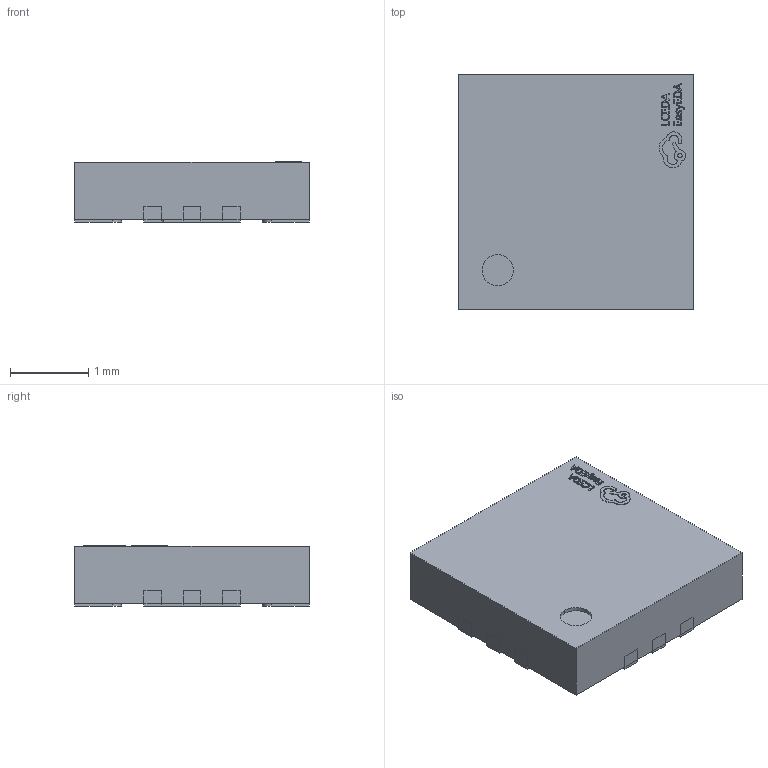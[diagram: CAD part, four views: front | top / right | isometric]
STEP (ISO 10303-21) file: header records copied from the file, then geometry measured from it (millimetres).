
FILE_DESCRIPTION(('FreeCAD Model'),'2;1');
FILE_NAME('Open CASCADE Shape Model','2023-11-06T14:21:40',('Author'),( ''),'Open CASCADE STEP processor 7.6','FreeCAD','Unknown');
FILE_SCHEMA(('AUTOMOTIVE_DESIGN { 1 0 10303 214 1 1 1 1 }'));
Length unit declared in the file: millimetre
Products named in the file (28): LFCSP-12_L3.0-W3.0-P0.50-BL-EP1.3; COMPOUND027; COMPOUND001; COMPOUND002; COMPOUND003; COMPOUND004; COMPOUND005; COMPOUND006; COMPOUND007; COMPOUND008; COMPOUND009; COMPOUND010; COMPOUND011; COMPOUND012; COMPOUND013; COMPOUND014; COMPOUND015; COMPOUND016; COMPOUND017; COMPOUND018; COMPOUND019; COMPOUND020; COMPOUND021; COMPOUND022; COMPOUND023; COMPOUND024; COMPOUND025; COMPOUND026
Assembly tree (27 placements, depth 3):
  LFCSP-12_L3.0-W3.0-P0.50-BL-EP1.3
    COMPOUND027
      COMPOUND001
      COMPOUND002
      COMPOUND003
      COMPOUND004
      COMPOUND005
      COMPOUND006
      COMPOUND007
      COMPOUND008
      COMPOUND009
      COMPOUND010
      COMPOUND011
      COMPOUND012
      COMPOUND013
      COMPOUND014
      COMPOUND015
      COMPOUND016
      COMPOUND017
      COMPOUND018
      COMPOUND019
      COMPOUND020
      COMPOUND021
      COMPOUND022
      COMPOUND023
      COMPOUND024
      COMPOUND025
      COMPOUND026
Bounding box: 3 x 3 x 0.78 mm (x, y, z)
Volume: 6.9 mm3; surface area: 43 mm2
Topology: 26 solids, 26 shells, 502 faces, 1269 edges, 846 vertices
Faces by surface type: plane 339, bspline 111, cylinder 52
Entity records: 18395 total; most frequent: CARTESIAN_POINT 4336, ORIENTED_EDGE 2538, DIRECTION 1944, EDGE_CURVE 1269, LINE 898, VECTOR 898, VERTEX_POINT 846, FACE_BOUND 529
